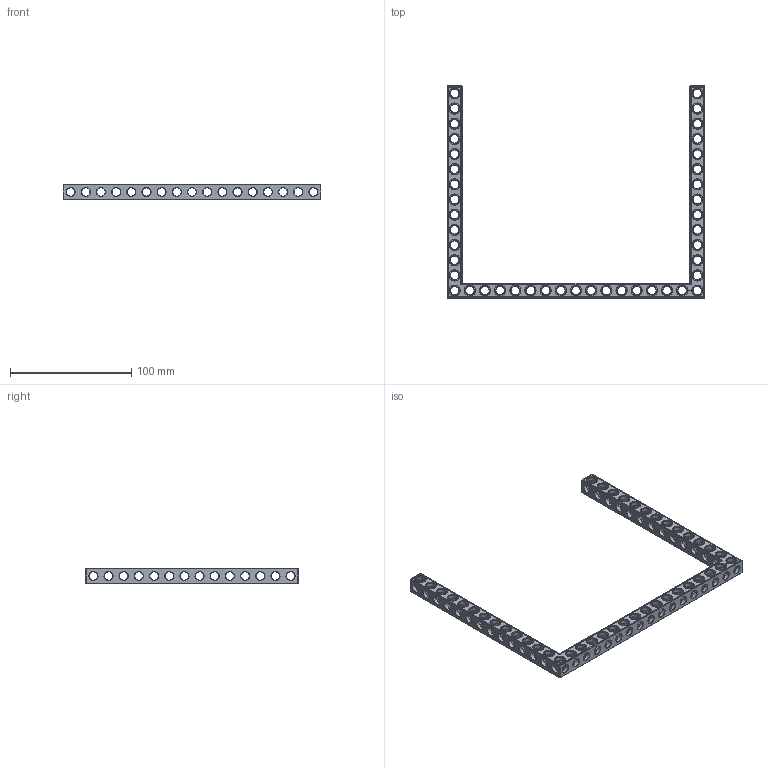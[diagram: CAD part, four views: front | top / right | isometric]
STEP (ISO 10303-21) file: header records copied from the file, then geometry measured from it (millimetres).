
FILE_DESCRIPTION(('FreeCAD Model'),'2;1');
FILE_NAME('Open CASCADE Shape Model','2022-03-06T17:42:18',('Author'),( ''),'Open CASCADE STEP processor 7.5','FreeCAD','Unknown');
FILE_SCHEMA(('AUTOMOTIVE_DESIGN { 1 0 10303 214 1 1 1 1 }'));
Products named in the file (1): Beam AGD ESS USH SYM BU17x14x01 - SPN-BEM-0587 (stemfie.org)
Bounding box: 212.5 x 175 x 12.5 mm (x, y, z)
Volume: 42013.8 mm3; surface area: 37490.2 mm2
Topology: 1 solids, 1 shells, 1007 faces, 3102 edges, 2002 vertices
Faces by surface type: plane 416, cylinder 259, cone 174, extrusion 158
Full cylindrical faces by diameter (mm): 6.98 x30, 7 x186, 9.2 x43
Entity records: 214682 total; most frequent: CARTESIAN_POINT 156948, DIRECTION 9388, ORIENTED_EDGE 6204, PCURVE 6204, DEFINITIONAL_REPRESENTATION 6204, VECTOR 5639, LINE 5481, EDGE_CURVE 3102
